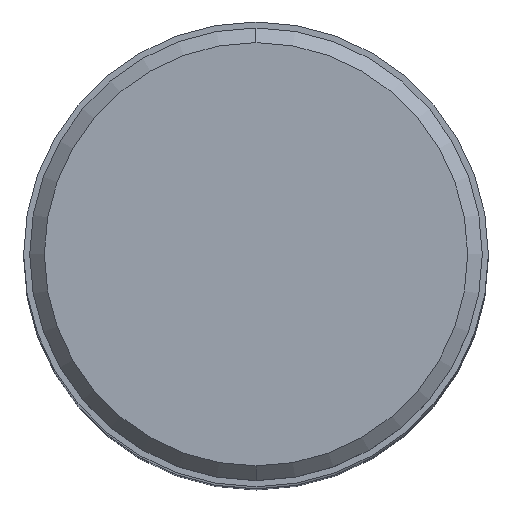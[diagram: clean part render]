
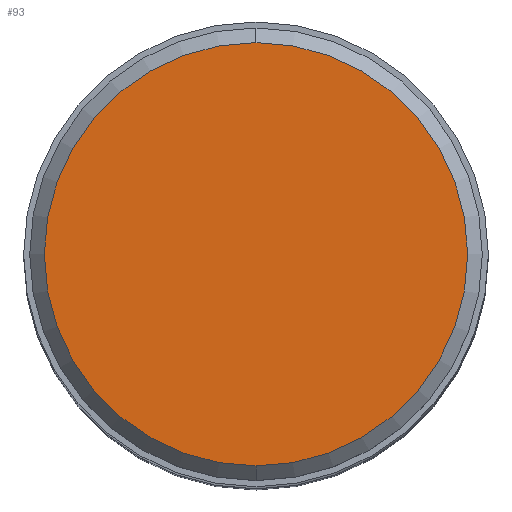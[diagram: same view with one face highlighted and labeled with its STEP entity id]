
A CAD part, top view. The second image highlights one B-rep face of the part: STEP entity #93.
In plain terms, the highlighted planar face has unit normal (0, 0, 1).
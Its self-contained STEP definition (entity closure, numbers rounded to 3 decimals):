
#55=PLANE('',#744);
#93=ADVANCED_FACE('',(#142),#55,.F.);
#142=FACE_OUTER_BOUND('',#182,.T.);
#182=EDGE_LOOP('',(#274,#275));
#274=ORIENTED_EDGE('',*,*,#438,.T.);
#275=ORIENTED_EDGE('',*,*,#439,.T.);
#380=VERTEX_POINT('',#1125);
#381=VERTEX_POINT('',#1126);
#438=EDGE_CURVE('',#380,#381,#516,.T.);
#439=EDGE_CURVE('',#381,#380,#517,.T.);
#516=CIRCLE('',#742,17.35);
#517=CIRCLE('',#743,17.35);
#742=AXIS2_PLACEMENT_3D('',#1124,#919,#920);
#743=AXIS2_PLACEMENT_3D('',#1127,#921,#922);
#744=AXIS2_PLACEMENT_3D('',#1128,#923,#924);
#919=DIRECTION('',(0.,0.,1.));
#920=DIRECTION('',(0.,1.,0.));
#921=DIRECTION('',(0.,0.,1.));
#922=DIRECTION('',(0.,-1.,0.));
#923=DIRECTION('',(0.,0.,-1.));
#924=DIRECTION('',(1.,0.,0.));
#1124=CARTESIAN_POINT('',(0.,0.,55.626));
#1125=CARTESIAN_POINT('',(0.,17.35,55.626));
#1126=CARTESIAN_POINT('',(0.,-17.35,55.626));
#1127=CARTESIAN_POINT('',(0.,0.,55.626));
#1128=CARTESIAN_POINT('',(0.,0.,55.626));
